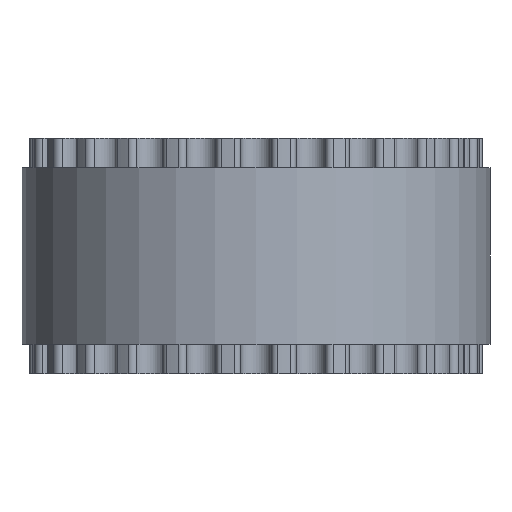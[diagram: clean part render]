
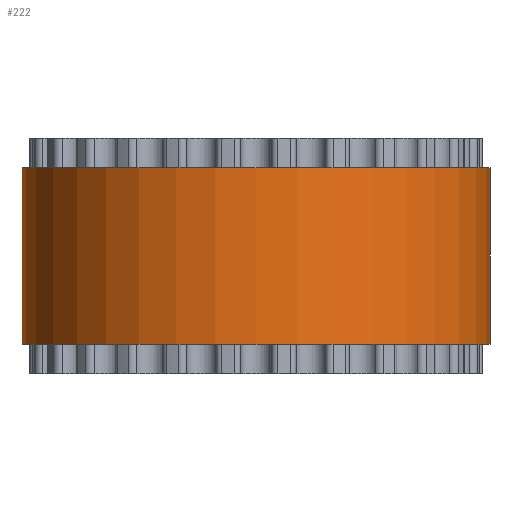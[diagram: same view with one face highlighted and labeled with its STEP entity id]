
A CAD part, front view. The second image highlights one B-rep face of the part: STEP entity #222.
In plain terms, the highlighted cylindrical face has radius 7.958 mm (diameter 15.915 mm), a full revolution.
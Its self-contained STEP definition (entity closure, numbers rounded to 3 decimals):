
#97=FACE_BOUND('',#528,.T.);
#98=FACE_BOUND('',#529,.T.);
#222=ADVANCED_FACE('',(#97,#98),#323,.T.);
#323=CYLINDRICAL_SURFACE('',#2343,7.958);
#528=EDGE_LOOP('',(#1330));
#529=EDGE_LOOP('',(#1331));
#1330=ORIENTED_EDGE('',*,*,#1834,.T.);
#1331=ORIENTED_EDGE('',*,*,#1835,.T.);
#1532=VERTEX_POINT('',#3660);
#1533=VERTEX_POINT('',#3662);
#1834=EDGE_CURVE('',#1532,#1532,#2036,.T.);
#1835=EDGE_CURVE('',#1533,#1533,#2037,.T.);
#2036=CIRCLE('',#2341,7.958);
#2037=CIRCLE('',#2342,7.958);
#2341=AXIS2_PLACEMENT_3D('',#3659,#3050,#3051);
#2342=AXIS2_PLACEMENT_3D('',#3661,#3052,#3053);
#2343=AXIS2_PLACEMENT_3D('',#3663,#3054,#3055);
#3050=DIRECTION('',(0.,0.,1.));
#3051=DIRECTION('',(1.,0.,0.));
#3052=DIRECTION('',(0.,0.,-1.));
#3053=DIRECTION('',(1.,0.,0.));
#3054=DIRECTION('',(0.,0.,1.));
#3055=DIRECTION('',(1.,0.,0.));
#3659=CARTESIAN_POINT('',(0.,0.,1.));
#3660=CARTESIAN_POINT('',(7.958,0.,1.));
#3661=CARTESIAN_POINT('',(0.,0.,7.));
#3662=CARTESIAN_POINT('',(7.958,0.,7.));
#3663=CARTESIAN_POINT('',(0.,0.,1.));
